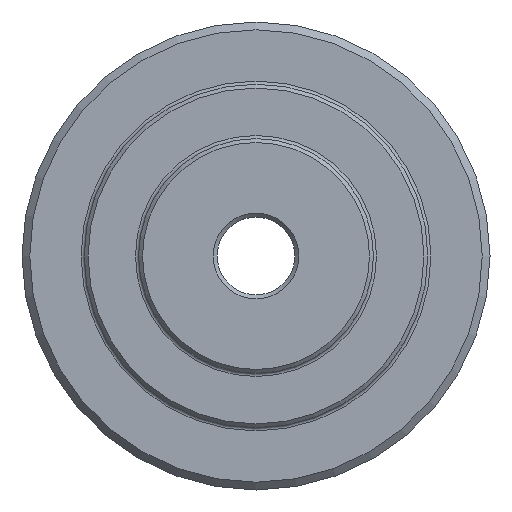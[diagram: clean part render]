
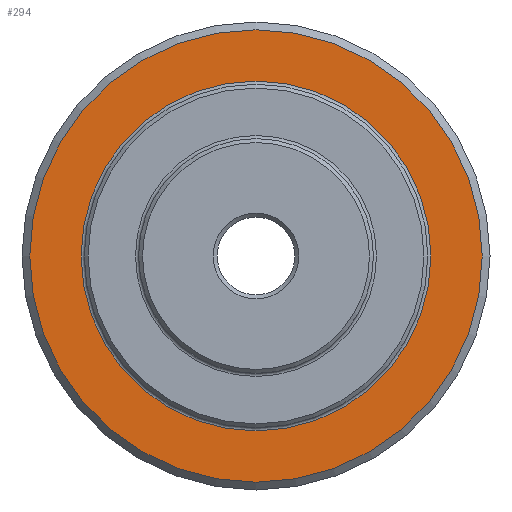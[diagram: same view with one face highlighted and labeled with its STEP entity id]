
A CAD part, left-side view. The second image highlights one B-rep face of the part: STEP entity #294.
In plain terms, the highlighted planar face has unit normal (-1, 0, 0).
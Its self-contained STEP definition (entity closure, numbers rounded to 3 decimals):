
#18=FACE_BOUND('',#60,.T.);
#24=PLANE('',#343);
#38=FACE_OUTER_BOUND('',#59,.T.);
#59=EDGE_LOOP('',(#215));
#60=EDGE_LOOP('',(#216));
#108=CIRCLE('',#337,14.55);
#113=CIRCLE('',#344,11.25);
#137=VERTEX_POINT('',#502);
#142=VERTEX_POINT('',#516);
#163=EDGE_CURVE('',#137,#137,#108,.T.);
#170=EDGE_CURVE('',#142,#142,#113,.T.);
#215=ORIENTED_EDGE('',*,*,#163,.F.);
#216=ORIENTED_EDGE('',*,*,#170,.F.);
#294=ADVANCED_FACE('',(#38,#18),#24,.T.);
#337=AXIS2_PLACEMENT_3D('',#503,#390,#391);
#343=AXIS2_PLACEMENT_3D('',#515,#404,#405);
#344=AXIS2_PLACEMENT_3D('',#517,#406,#407);
#390=DIRECTION('center_axis',(1.,0.,0.));
#391=DIRECTION('ref_axis',(0.,0.,-1.));
#404=DIRECTION('center_axis',(-1.,0.,0.));
#405=DIRECTION('ref_axis',(0.,0.,1.));
#406=DIRECTION('center_axis',(-1.,0.,0.));
#407=DIRECTION('ref_axis',(0.,0.,-1.));
#502=CARTESIAN_POINT('',(-13.1,0.,14.55));
#503=CARTESIAN_POINT('Origin',(-13.1,0.,0.));
#515=CARTESIAN_POINT('Origin',(-13.1,0.,11.05));
#516=CARTESIAN_POINT('',(-13.1,0.,-11.25));
#517=CARTESIAN_POINT('Origin',(-13.1,0.,0.));
